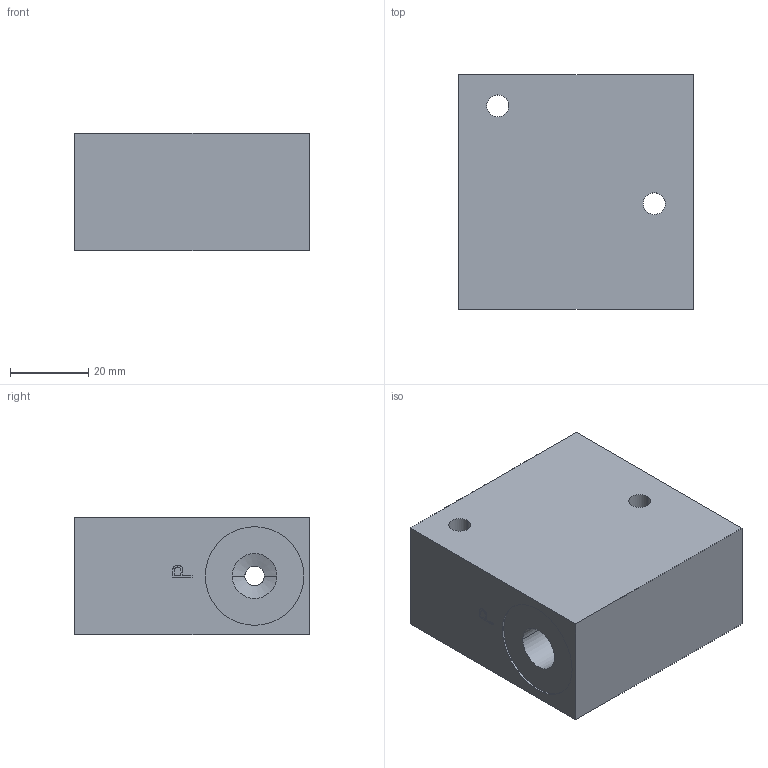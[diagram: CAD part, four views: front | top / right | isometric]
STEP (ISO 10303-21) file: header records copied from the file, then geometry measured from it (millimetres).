
FILE_DESCRIPTION (( 'STEP AP214' ), '1' );
FILE_NAME ('VKR-6-DB700_DB500_1_4 mit MA .STEP', '2024-04-23T10:54:05', ( '' ), ( '' ), 'SwSTEP 2.0', 'SolidWorks 2022', '' );
FILE_SCHEMA (( 'AUTOMOTIVE_DESIGN' ));
Length unit declared in the file: millimetre
Products named in the file (1): VKR-6-DB700_DB500_1_4 mit MA 
Bounding box: 60 x 60 x 30 mm (x, y, z)
Volume: 90736.8 mm3; surface area: 19597.2 mm2
Topology: 1 solids, 1 shells, 124 faces, 298 edges, 187 vertices
Faces by surface type: plane 56, cylinder 34, cone 14, bspline 12, torus 8
Entity records: 4549 total; most frequent: CARTESIAN_POINT 1534, ORIENTED_EDGE 592, DIRECTION 575, EDGE_CURVE 296, AXIS2_PLACEMENT_3D 196, VERTEX_POINT 187, LINE 183, VECTOR 183
